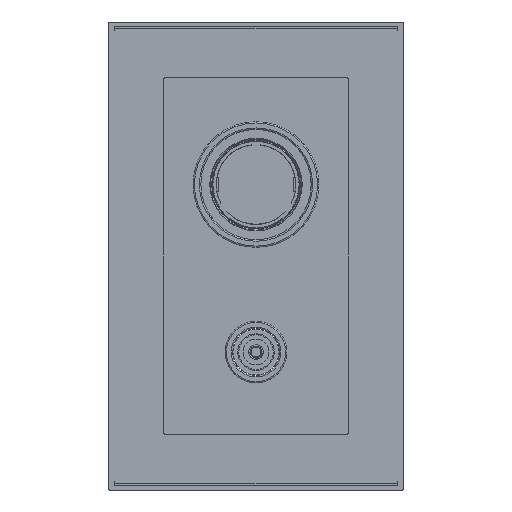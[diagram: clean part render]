
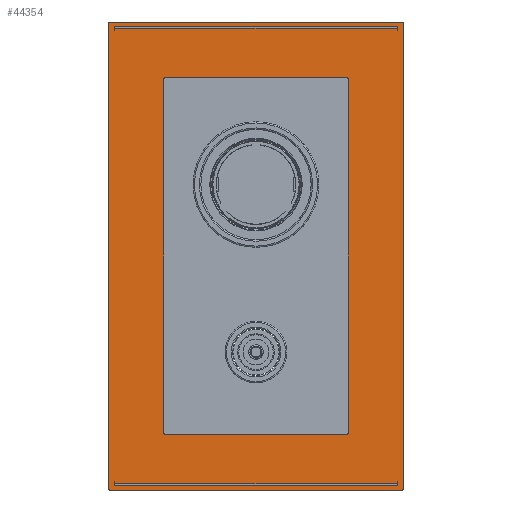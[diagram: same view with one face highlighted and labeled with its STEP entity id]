
A CAD part, front view. The second image highlights one B-rep face of the part: STEP entity #44354.
In plain terms, the highlighted planar face has unit normal (0, -1, 0).
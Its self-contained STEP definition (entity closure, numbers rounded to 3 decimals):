
#42604=CARTESIAN_POINT('',(59.5,45.,65.5));
#42605=DIRECTION('',(0.,-1.,0.));
#42606=DIRECTION('',(1.,0.,0.));
#42607=AXIS2_PLACEMENT_3D('',#42604,#42605,#42606);
#42609=DIRECTION('',(0.,0.,-1.));
#42610=VECTOR('',#42609,189.);
#42611=CARTESIAN_POINT('',(60.,45.,65.5));
#42612=LINE('',#42611,#42610);
#42613=CARTESIAN_POINT('',(59.5,45.,-123.5));
#42614=DIRECTION('',(0.,-1.,0.));
#42615=DIRECTION('',(0.,0.,-1.));
#42616=AXIS2_PLACEMENT_3D('',#42613,#42614,#42615);
#42618=DIRECTION('',(-1.,0.,0.));
#42619=VECTOR('',#42618,119.);
#42620=CARTESIAN_POINT('',(59.5,45.,-124.));
#42621=LINE('',#42620,#42619);
#42622=CARTESIAN_POINT('',(-59.5,45.,-123.5));
#42623=DIRECTION('',(0.,-1.,0.));
#42624=DIRECTION('',(-1.,0.,0.));
#42625=AXIS2_PLACEMENT_3D('',#42622,#42623,#42624);
#42627=DIRECTION('',(0.,0.,1.));
#42628=VECTOR('',#42627,189.);
#42629=CARTESIAN_POINT('',(-60.,45.,-123.5));
#42630=LINE('',#42629,#42628);
#42631=CARTESIAN_POINT('',(-59.5,45.,65.5));
#42632=DIRECTION('',(0.,-1.,0.));
#42633=DIRECTION('',(0.,0.,1.));
#42634=AXIS2_PLACEMENT_3D('',#42631,#42632,#42633);
#42636=DIRECTION('',(1.,0.,0.));
#42637=VECTOR('',#42636,119.);
#42638=CARTESIAN_POINT('',(-59.5,45.,66.));
#42639=LINE('',#42638,#42637);
#42640=DIRECTION('',(0.,0.,1.));
#42641=VECTOR('',#42640,1.5);
#42642=CARTESIAN_POINT('',(-57.5,45.,62.5));
#42643=LINE('',#42642,#42641);
#42644=CARTESIAN_POINT('',(-56.5,45.,62.5));
#42645=DIRECTION('',(0.,-1.,0.));
#42646=DIRECTION('',(0.,0.,1.));
#42647=AXIS2_PLACEMENT_3D('',#42644,#42645,#42646);
#42649=DIRECTION('',(1.,0.,0.));
#42650=VECTOR('',#42649,113.);
#42651=CARTESIAN_POINT('',(-56.5,45.,63.5));
#42652=LINE('',#42651,#42650);
#42653=CARTESIAN_POINT('',(56.5,45.,62.5));
#42654=DIRECTION('',(0.,-1.,0.));
#42655=DIRECTION('',(1.,0.,0.));
#42656=AXIS2_PLACEMENT_3D('',#42653,#42654,#42655);
#42658=DIRECTION('',(0.,0.,-1.));
#42659=VECTOR('',#42658,1.5);
#42660=CARTESIAN_POINT('',(57.5,45.,64.));
#42661=LINE('',#42660,#42659);
#42662=DIRECTION('',(1.,0.,0.));
#42663=VECTOR('',#42662,115.);
#42664=CARTESIAN_POINT('',(-57.5,45.,64.));
#42665=LINE('',#42664,#42663);
#42666=DIRECTION('',(1.,0.,0.));
#42667=VECTOR('',#42666,73.);
#42668=CARTESIAN_POINT('',(-36.5,45.,-101.5));
#42669=LINE('',#42668,#42667);
#42670=DIRECTION('',(0.,0.,1.));
#42671=VECTOR('',#42670,143.);
#42672=CARTESIAN_POINT('',(37.5,45.,-100.5));
#42673=LINE('',#42672,#42671);
#42674=DIRECTION('',(-1.,0.,0.));
#42675=VECTOR('',#42674,73.);
#42676=CARTESIAN_POINT('',(36.5,45.,43.5));
#42677=LINE('',#42676,#42675);
#42678=DIRECTION('',(0.,0.,-1.));
#42679=VECTOR('',#42678,143.);
#42680=CARTESIAN_POINT('',(-37.5,45.,42.5));
#42681=LINE('',#42680,#42679);
#42682=DIRECTION('',(0.,0.,-1.));
#42683=VECTOR('',#42682,1.5);
#42684=CARTESIAN_POINT('',(57.5,45.,-120.5));
#42685=LINE('',#42684,#42683);
#42686=CARTESIAN_POINT('',(56.5,45.,-120.5));
#42687=DIRECTION('',(0.,-1.,0.));
#42688=DIRECTION('',(0.,0.,-1.));
#42689=AXIS2_PLACEMENT_3D('',#42686,#42687,#42688);
#42691=DIRECTION('',(-1.,0.,0.));
#42692=VECTOR('',#42691,113.);
#42693=CARTESIAN_POINT('',(56.5,45.,-121.5));
#42694=LINE('',#42693,#42692);
#42695=CARTESIAN_POINT('',(-56.5,45.,-120.5));
#42696=DIRECTION('',(0.,-1.,0.));
#42697=DIRECTION('',(-1.,0.,0.));
#42698=AXIS2_PLACEMENT_3D('',#42695,#42696,#42697);
#42700=DIRECTION('',(0.,0.,1.));
#42701=VECTOR('',#42700,1.5);
#42702=CARTESIAN_POINT('',(-57.5,45.,-122.));
#42703=LINE('',#42702,#42701);
#42704=DIRECTION('',(-1.,0.,0.));
#42705=VECTOR('',#42704,115.);
#42706=CARTESIAN_POINT('',(57.5,45.,-122.));
#42707=LINE('',#42706,#42705);
#43118=CARTESIAN_POINT('',(36.5,45.,-100.5));
#43119=DIRECTION('',(0.,1.,0.));
#43120=DIRECTION('',(1.,0.,0.));
#43121=AXIS2_PLACEMENT_3D('',#43118,#43119,#43120);
#43136=CARTESIAN_POINT('',(-36.5,45.,-100.5));
#43137=DIRECTION('',(0.,1.,0.));
#43138=DIRECTION('',(0.,0.,-1.));
#43139=AXIS2_PLACEMENT_3D('',#43136,#43137,#43138);
#43154=CARTESIAN_POINT('',(-36.5,45.,42.5));
#43155=DIRECTION('',(0.,1.,0.));
#43156=DIRECTION('',(-1.,0.,0.));
#43157=AXIS2_PLACEMENT_3D('',#43154,#43155,#43156);
#43172=CARTESIAN_POINT('',(36.5,45.,42.5));
#43173=DIRECTION('',(0.,1.,0.));
#43174=DIRECTION('',(0.,0.,1.));
#43175=AXIS2_PLACEMENT_3D('',#43172,#43173,#43174);
#43209=CARTESIAN_POINT('',(57.5,45.,-122.));
#43210=CARTESIAN_POINT('',(-57.5,45.,-122.));
#43211=VERTEX_POINT('',#43209);
#43212=VERTEX_POINT('',#43210);
#43213=CARTESIAN_POINT('',(-57.5,45.,64.));
#43214=CARTESIAN_POINT('',(57.5,45.,64.));
#43215=VERTEX_POINT('',#43213);
#43216=VERTEX_POINT('',#43214);
#43241=CARTESIAN_POINT('',(60.,45.,65.5));
#43242=CARTESIAN_POINT('',(59.5,45.,66.));
#43243=VERTEX_POINT('',#43241);
#43244=VERTEX_POINT('',#43242);
#43245=CARTESIAN_POINT('',(59.5,45.,-124.));
#43246=CARTESIAN_POINT('',(60.,45.,-123.5));
#43247=VERTEX_POINT('',#43245);
#43248=VERTEX_POINT('',#43246);
#43249=CARTESIAN_POINT('',(-60.,45.,-123.5));
#43250=CARTESIAN_POINT('',(-59.5,45.,-124.));
#43251=VERTEX_POINT('',#43249);
#43252=VERTEX_POINT('',#43250);
#43253=CARTESIAN_POINT('',(-59.5,45.,66.));
#43254=CARTESIAN_POINT('',(-60.,45.,65.5));
#43255=VERTEX_POINT('',#43253);
#43256=VERTEX_POINT('',#43254);
#43297=CARTESIAN_POINT('',(-36.5,45.,-101.5));
#43299=VERTEX_POINT('',#43297);
#43301=CARTESIAN_POINT('',(-37.5,45.,-100.5));
#43303=VERTEX_POINT('',#43301);
#43305=CARTESIAN_POINT('',(37.5,45.,-100.5));
#43307=VERTEX_POINT('',#43305);
#43309=CARTESIAN_POINT('',(36.5,45.,-101.5));
#43311=VERTEX_POINT('',#43309);
#43313=CARTESIAN_POINT('',(36.5,45.,43.5));
#43315=VERTEX_POINT('',#43313);
#43317=CARTESIAN_POINT('',(37.5,45.,42.5));
#43319=VERTEX_POINT('',#43317);
#43321=CARTESIAN_POINT('',(-37.5,45.,42.5));
#43323=VERTEX_POINT('',#43321);
#43325=CARTESIAN_POINT('',(-36.5,45.,43.5));
#43327=VERTEX_POINT('',#43325);
#43330=CARTESIAN_POINT('',(56.5,45.,-121.5));
#43332=VERTEX_POINT('',#43330);
#43334=CARTESIAN_POINT('',(-56.5,45.,-121.5));
#43336=VERTEX_POINT('',#43334);
#43338=CARTESIAN_POINT('',(-56.5,45.,63.5));
#43340=VERTEX_POINT('',#43338);
#43342=CARTESIAN_POINT('',(56.5,45.,63.5));
#43344=VERTEX_POINT('',#43342);
#43349=CARTESIAN_POINT('',(57.5,45.,-120.5));
#43350=VERTEX_POINT('',#43349);
#43351=CARTESIAN_POINT('',(57.5,45.,62.5));
#43352=VERTEX_POINT('',#43351);
#43357=CARTESIAN_POINT('',(-57.5,45.,-120.5));
#43358=VERTEX_POINT('',#43357);
#43359=CARTESIAN_POINT('',(-57.5,45.,62.5));
#43360=VERTEX_POINT('',#43359);
#44293=CARTESIAN_POINT('',(0.,45.,-29.));
#44294=DIRECTION('',(0.,1.,0.));
#44295=DIRECTION('',(1.,0.,0.));
#44296=AXIS2_PLACEMENT_3D('',#44293,#44294,#44295);
#44297=PLANE('',#44296);
#44298=ORIENTED_EDGE('',*,*,#44178,.F.);
#44299=ORIENTED_EDGE('',*,*,#44200,.T.);
#44300=ORIENTED_EDGE('',*,*,#44260,.F.);
#44301=ORIENTED_EDGE('',*,*,#44280,.T.);
#44302=ORIENTED_EDGE('',*,*,#44011,.F.);
#44303=ORIENTED_EDGE('',*,*,#44034,.T.);
#44304=ORIENTED_EDGE('',*,*,#44095,.F.);
#44305=ORIENTED_EDGE('',*,*,#44117,.T.);
#44306=EDGE_LOOP('',(#44298,#44299,#44300,#44301,#44302,#44303,#44304,#44305));
#44307=FACE_OUTER_BOUND('',#44306,.F.);
#44309=ORIENTED_EDGE('',*,*,#44308,.F.);
#44311=ORIENTED_EDGE('',*,*,#44310,.F.);
#44313=ORIENTED_EDGE('',*,*,#44312,.T.);
#44315=ORIENTED_EDGE('',*,*,#44314,.F.);
#44317=ORIENTED_EDGE('',*,*,#44316,.F.);
#44319=ORIENTED_EDGE('',*,*,#44318,.F.);
#44320=EDGE_LOOP('',(#44309,#44311,#44313,#44315,#44317,#44319));
#44321=FACE_BOUND('',#44320,.F.);
#44323=ORIENTED_EDGE('',*,*,#44322,.T.);
#44325=ORIENTED_EDGE('',*,*,#44324,.F.);
#44327=ORIENTED_EDGE('',*,*,#44326,.T.);
#44329=ORIENTED_EDGE('',*,*,#44328,.F.);
#44331=ORIENTED_EDGE('',*,*,#44330,.T.);
#44333=ORIENTED_EDGE('',*,*,#44332,.F.);
#44335=ORIENTED_EDGE('',*,*,#44334,.T.);
#44337=ORIENTED_EDGE('',*,*,#44336,.F.);
#44338=EDGE_LOOP('',(#44323,#44325,#44327,#44329,#44331,#44333,#44335,#44337));
#44339=FACE_BOUND('',#44338,.F.);
#44341=ORIENTED_EDGE('',*,*,#44340,.F.);
#44343=ORIENTED_EDGE('',*,*,#44342,.F.);
#44345=ORIENTED_EDGE('',*,*,#44344,.T.);
#44347=ORIENTED_EDGE('',*,*,#44346,.F.);
#44349=ORIENTED_EDGE('',*,*,#44348,.F.);
#44351=ORIENTED_EDGE('',*,*,#44350,.F.);
#44352=EDGE_LOOP('',(#44341,#44343,#44345,#44347,#44349,#44351));
#44353=FACE_BOUND('',#44352,.F.);
#44354=ADVANCED_FACE('',(#44307,#44321,#44339,#44353),#44297,.F.);
#42608=CIRCLE('',#42607,0.5);
#42617=CIRCLE('',#42616,0.5);
#42626=CIRCLE('',#42625,0.5);
#42635=CIRCLE('',#42634,0.5);
#42648=CIRCLE('',#42647,1.);
#42657=CIRCLE('',#42656,1.);
#42690=CIRCLE('',#42689,1.);
#42699=CIRCLE('',#42698,1.);
#43122=CIRCLE('',#43121,1.);
#43140=CIRCLE('',#43139,1.);
#43158=CIRCLE('',#43157,1.);
#43176=CIRCLE('',#43175,1.);
#44011=EDGE_CURVE('',#43251,#43252,#42626,.T.);
#44034=EDGE_CURVE('',#43251,#43256,#42630,.T.);
#44095=EDGE_CURVE('',#43255,#43256,#42635,.T.);
#44117=EDGE_CURVE('',#43255,#43244,#42639,.T.);
#44178=EDGE_CURVE('',#43243,#43244,#42608,.T.);
#44200=EDGE_CURVE('',#43243,#43248,#42612,.T.);
#44260=EDGE_CURVE('',#43247,#43248,#42617,.T.);
#44280=EDGE_CURVE('',#43247,#43252,#42621,.T.);
#44308=EDGE_CURVE('',#43360,#43215,#42643,.T.);
#44310=EDGE_CURVE('',#43340,#43360,#42648,.T.);
#44312=EDGE_CURVE('',#43340,#43344,#42652,.T.);
#44314=EDGE_CURVE('',#43352,#43344,#42657,.T.);
#44316=EDGE_CURVE('',#43216,#43352,#42661,.T.);
#44318=EDGE_CURVE('',#43215,#43216,#42665,.T.);
#44322=EDGE_CURVE('',#43299,#43311,#42669,.T.);
#44324=EDGE_CURVE('',#43307,#43311,#43122,.T.);
#44326=EDGE_CURVE('',#43307,#43319,#42673,.T.);
#44328=EDGE_CURVE('',#43315,#43319,#43176,.T.);
#44330=EDGE_CURVE('',#43315,#43327,#42677,.T.);
#44332=EDGE_CURVE('',#43323,#43327,#43158,.T.);
#44334=EDGE_CURVE('',#43323,#43303,#42681,.T.);
#44336=EDGE_CURVE('',#43299,#43303,#43140,.T.);
#44340=EDGE_CURVE('',#43350,#43211,#42685,.T.);
#44342=EDGE_CURVE('',#43332,#43350,#42690,.T.);
#44344=EDGE_CURVE('',#43332,#43336,#42694,.T.);
#44346=EDGE_CURVE('',#43358,#43336,#42699,.T.);
#44348=EDGE_CURVE('',#43212,#43358,#42703,.T.);
#44350=EDGE_CURVE('',#43211,#43212,#42707,.T.);
